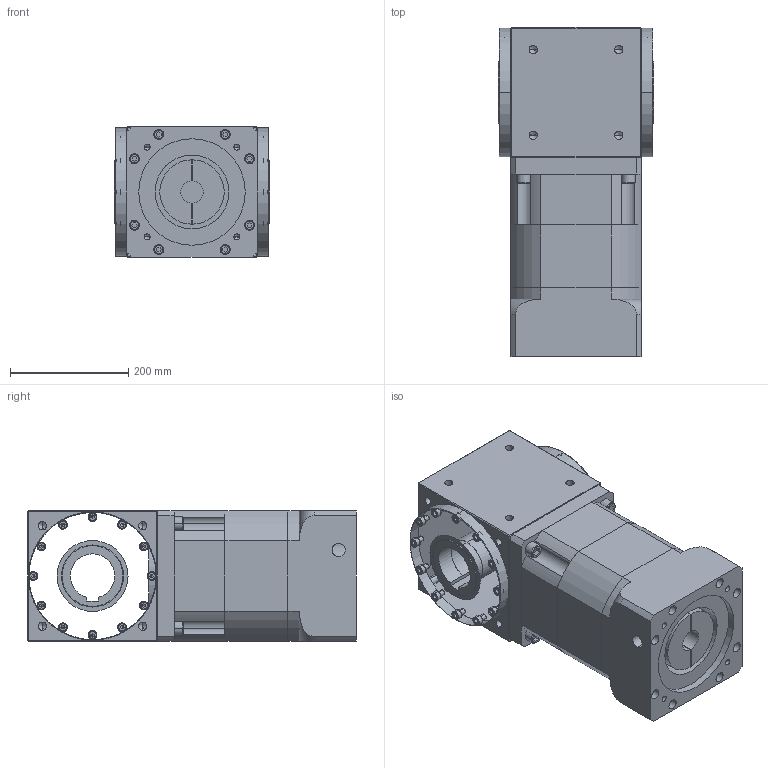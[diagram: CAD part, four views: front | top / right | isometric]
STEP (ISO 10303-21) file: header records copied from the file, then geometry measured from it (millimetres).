
FILE_DESCRIPTION (( 'STEP AP214' ), '1' );
FILE_NAME ('RAM220-L2-XX-H-38-180-215-M12_2019.STEP', '2019-04-10T10:17:37', ( 'Y' ), ( 'NCU' ), 'SwSTEP 2.0', 'SolidWorks 2016', '' );
FILE_SCHEMA (( 'AUTOMOTIVE_DESIGN' ));
Length unit declared in the file: millimetre
Products named in the file (1): RAM220-L2-XX-H-38-180-215-M12_2019
Bounding box: 263 x 556.5 x 220 mm (x, y, z)
Volume: 25643594.3 mm3; surface area: 1221176.3 mm2
Topology: 5 solids, 29 shells, 956 faces, 2225 edges, 1374 vertices
Faces by surface type: plane 448, cylinder 320, cone 128, torus 60
Entity records: 28781 total; most frequent: CARTESIAN_POINT 5124, DIRECTION 4891, ORIENTED_EDGE 4242, EDGE_CURVE 2121, AXIS2_PLACEMENT_3D 1829, VERTEX_POINT 1374, VECTOR 1233, LINE 1233
